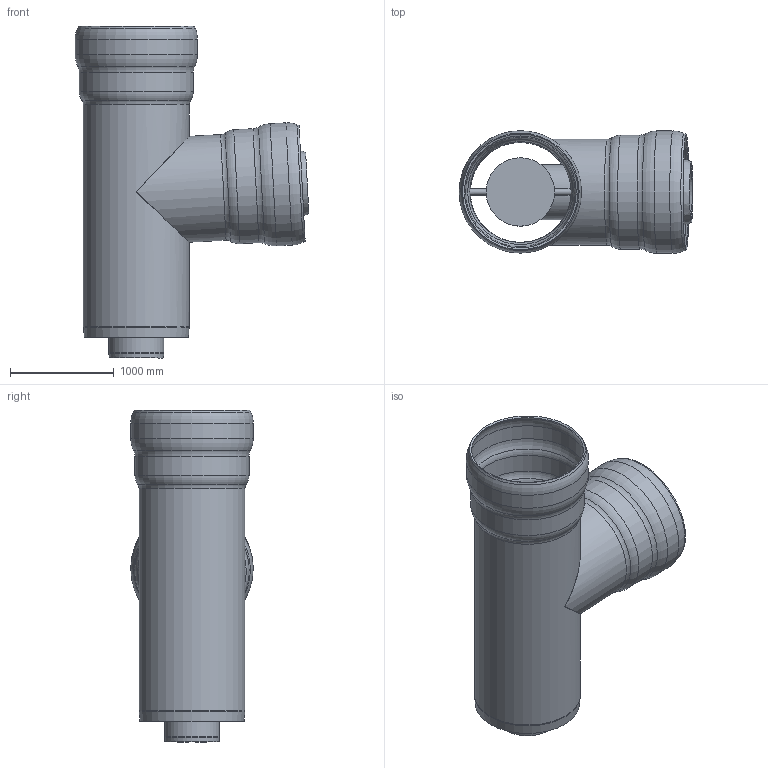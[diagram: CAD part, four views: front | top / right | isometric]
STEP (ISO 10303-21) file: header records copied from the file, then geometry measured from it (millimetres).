
FILE_DESCRIPTION(/* description */ (''),/* implementation_level */ '2;1');
FILE_NAME(/* name */ '13513.DD0X_3D.stp',/* time_stamp */ '2024-12-11T14:47:42+01:00',/* author */ ('CAD'),/* organization */ (''),/* preprocessor_version */ 'ST-DEVELOPER v20',/* originating_system */ 'AutoCAD Mechanical',/* authorisation */ '');
FILE_SCHEMA (('AUTOMOTIVE_DESIGN { 1 0 10303 214 3 1 1 }'));
Length unit declared in the file: centimetre
Products named in the file (2): Product; *S0
Assembly tree (1 placements, depth 2):
  Product
    *S0
Bounding box: 2253.23 x 1180 x 3200 mm (x, y, z)
Volume: 383512888.1 mm3; surface area: 42673254.5 mm2
Topology: 9 solids, 9 shells, 133 faces, 347 edges, 222 vertices
Faces by surface type: torus 43, cylinder 36, cone 24, plane 16, bspline 14
Full cylindrical faces by diameter (mm): 60 x2, 500 x3, 530 x4, 560 x2, 590 x3, 595 x2, 600 x3, 630 x2, 660 x1, 980 x2, 1020 x2, 1060 x2, 1100 x2, 1140 x2, 1180 x2
Entity records: 4831 total; most frequent: CARTESIAN_POINT 1307, DIRECTION 852, ORIENTED_EDGE 694, AXIS2_PLACEMENT_3D 391, EDGE_CURVE 347, CIRCLE 241, VERTEX_POINT 222, EDGE_LOOP 139
